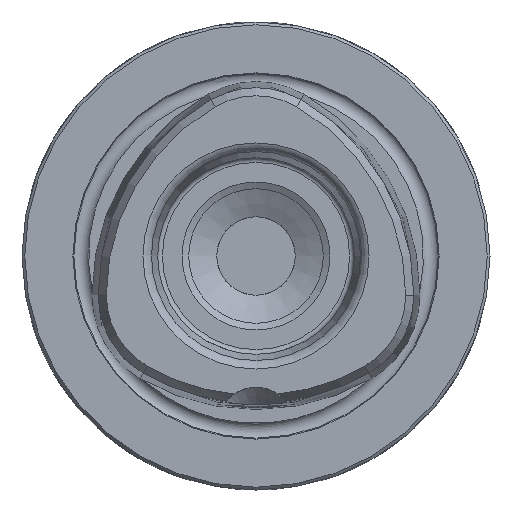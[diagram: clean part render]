
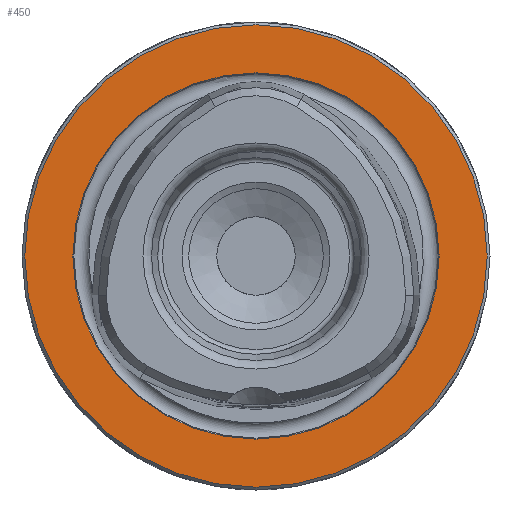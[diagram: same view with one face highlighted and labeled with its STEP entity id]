
A CAD part, left-side view. The second image highlights one B-rep face of the part: STEP entity #450.
In plain terms, the highlighted planar face has unit normal (-1, 0, 0).
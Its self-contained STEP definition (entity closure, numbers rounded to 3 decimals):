
#450 = ADVANCED_FACE( '', ( #972, #973 ), #974, .T. );
#972 = FACE_OUTER_BOUND( '', #1640, .T. );
#973 = FACE_BOUND( '', #1641, .T. );
#974 = PLANE( '', #1642 );
#1640 = EDGE_LOOP( '', ( #2566 ) );
#1641 = EDGE_LOOP( '', ( #2567 ) );
#1642 = AXIS2_PLACEMENT_3D( '', #2568, #2569, #2570 );
#2566 = ORIENTED_EDGE( '', *, *, #3612, .T. );
#2567 = ORIENTED_EDGE( '', *, *, #3613, .F. );
#2568 = CARTESIAN_POINT( '', ( 0., 0., 19.4 ) );
#2569 = DIRECTION( '', ( -1., 0., 0. ) );
#2570 = DIRECTION( '', ( 0., 0., 1. ) );
#3612 = EDGE_CURVE( '', #4246, #4246, #4247, .T. );
#3613 = EDGE_CURVE( '', #4248, #4248, #4249, .T. );
#4246 = VERTEX_POINT( '', #5518 );
#4247 = CIRCLE( '', #5519, 24.7 );
#4248 = VERTEX_POINT( '', #5520 );
#4249 = CIRCLE( '', #5521, 19.564 );
#5518 = CARTESIAN_POINT( '', ( 0., 0., 24.7 ) );
#5519 = AXIS2_PLACEMENT_3D( '', #6272, #6273, #6274 );
#5520 = CARTESIAN_POINT( '', ( 0., 0., 19.564 ) );
#5521 = AXIS2_PLACEMENT_3D( '', #6275, #6276, #6277 );
#6272 = CARTESIAN_POINT( '', ( 0., 0., 0. ) );
#6273 = DIRECTION( '', ( -1., 0., 0. ) );
#6274 = DIRECTION( '', ( 0., 0., 1. ) );
#6275 = CARTESIAN_POINT( '', ( 0., 0., 0. ) );
#6276 = DIRECTION( '', ( -1., 0., 0. ) );
#6277 = DIRECTION( '', ( 0., 0., 1. ) );
